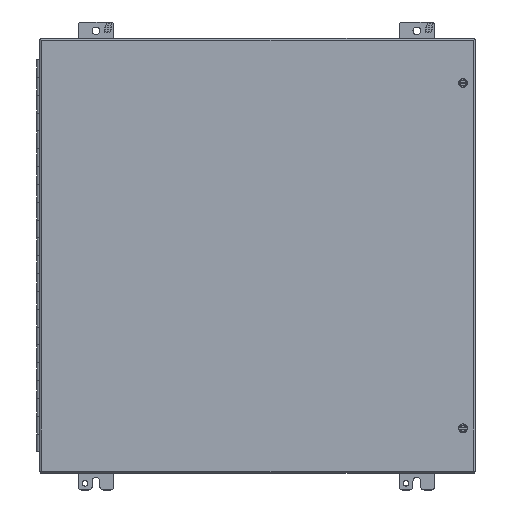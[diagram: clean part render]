
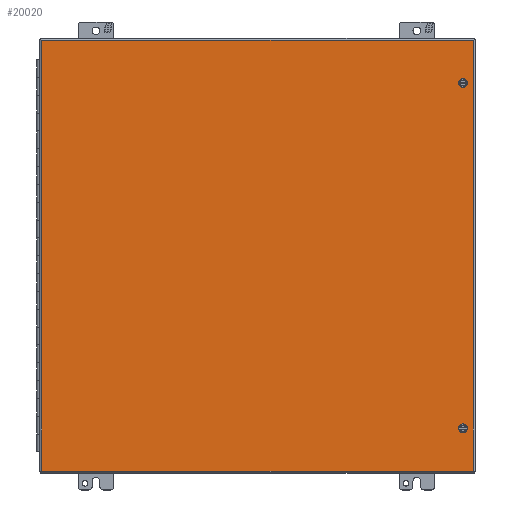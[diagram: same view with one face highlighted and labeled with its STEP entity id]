
A CAD part, top view. The second image highlights one B-rep face of the part: STEP entity #20020.
In plain terms, the highlighted planar face has unit normal (0, 0, 1).
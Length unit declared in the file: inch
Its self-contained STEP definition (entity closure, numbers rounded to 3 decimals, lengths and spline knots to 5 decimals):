
#145 = ORIENTED_EDGE ( 'NONE', *, *, #10662, .T. ) ;
#396 = CARTESIAN_POINT ( 'NONE',  ( 11.58998, -9.6865, 9.172 ) ) ;
#543 = VECTOR ( 'NONE', #21815, 39.37008 ) ;
#1082 = CARTESIAN_POINT ( 'NONE',  ( -12.05202, -12.0795, 9.172 ) ) ;
#1286 = CARTESIAN_POINT ( 'NONE',  ( 12.16998, -12.0795, 9.172 ) ) ;
#1634 = CARTESIAN_POINT ( 'NONE',  ( 11.58998, -9.6865, 9.172 ) ) ;
#1966 = VERTEX_POINT ( 'NONE', #2039 ) ;
#2039 = CARTESIAN_POINT ( 'NONE',  ( 12.16998, 12.0795, 9.172 ) ) ;
#2170 = CIRCLE ( 'NONE', #13586, 0.133 ) ;
#2823 = ORIENTED_EDGE ( 'NONE', *, *, #22010, .T. ) ;
#3090 = ORIENTED_EDGE ( 'NONE', *, *, #12537, .T. ) ;
#3223 = DIRECTION ( 'NONE',  ( 0., -1., 0. ) ) ;
#3247 = CIRCLE ( 'NONE', #13086, 0.133 ) ;
#3583 = LINE ( 'NONE', #20353, #16568 ) ;
#3779 = DIRECTION ( 'NONE',  ( 0., 0., -1. ) ) ;
#4613 = DIRECTION ( 'NONE',  ( 0., -1., 0. ) ) ;
#4945 = CARTESIAN_POINT ( 'NONE',  ( 11.58998, -9.5535, 9.172 ) ) ;
#5026 = EDGE_LOOP ( 'NONE', ( #2823, #12381 ) ) ;
#5378 = DIRECTION ( 'NONE',  ( 0., 0., 1. ) ) ;
#5425 = FACE_OUTER_BOUND ( 'NONE', #23644, .T. ) ;
#5615 = ORIENTED_EDGE ( 'NONE', *, *, #28982, .T. ) ;
#5645 = LINE ( 'NONE', #17949, #21468 ) ;
#5885 = CARTESIAN_POINT ( 'NONE',  ( -12.05202, -12.0795, 9.172 ) ) ;
#6326 = CARTESIAN_POINT ( 'NONE',  ( -12.05202, -12.0795, 9.172 ) ) ;
#6561 = EDGE_LOOP ( 'NONE', ( #24027, #3090 ) ) ;
#7021 = DIRECTION ( 'NONE',  ( 0., -1., 0. ) ) ;
#7674 = AXIS2_PLACEMENT_3D ( 'NONE', #8699, #12918, #28634 ) ;
#8699 = CARTESIAN_POINT ( 'NONE',  ( 11.58998, 9.6865, 9.172 ) ) ;
#9898 = VERTEX_POINT ( 'NONE', #27832 ) ;
#10022 = CIRCLE ( 'NONE', #7674, 0.133 ) ;
#10662 = EDGE_CURVE ( 'NONE', #25791, #1966, #13968, .T. ) ;
#11355 = CIRCLE ( 'NONE', #13978, 0.133 ) ;
#11356 = VERTEX_POINT ( 'NONE', #17903 ) ;
#11498 = VERTEX_POINT ( 'NONE', #4945 ) ;
#11533 = ORIENTED_EDGE ( 'NONE', *, *, #13338, .T. ) ;
#12381 = ORIENTED_EDGE ( 'NONE', *, *, #20196, .T. ) ;
#12411 = CARTESIAN_POINT ( 'NONE',  ( 12.16998, -12.0795, 9.172 ) ) ;
#12537 = EDGE_CURVE ( 'NONE', #26564, #9898, #10022, .T. ) ;
#12918 = DIRECTION ( 'NONE',  ( 0., 0., -1. ) ) ;
#13086 = AXIS2_PLACEMENT_3D ( 'NONE', #1634, #3779, #24075 ) ;
#13200 = CARTESIAN_POINT ( 'NONE',  ( 11.58998, 9.8195, 9.172 ) ) ;
#13338 = EDGE_CURVE ( 'NONE', #23929, #25791, #24396, .T. ) ;
#13586 = AXIS2_PLACEMENT_3D ( 'NONE', #23051, #18356, #16265 ) ;
#13588 = VERTEX_POINT ( 'NONE', #16273 ) ;
#13968 = LINE ( 'NONE', #12411, #29097 ) ;
#13978 = AXIS2_PLACEMENT_3D ( 'NONE', #396, #20304, #7021 ) ;
#14721 = EDGE_CURVE ( 'NONE', #1966, #13588, #3583, .T. ) ;
#15336 = EDGE_CURVE ( 'NONE', #9898, #26564, #2170, .T. ) ;
#15901 = DIRECTION ( 'NONE',  ( -1., 0., 0. ) ) ;
#16265 = DIRECTION ( 'NONE',  ( 0., -1., 0. ) ) ;
#16273 = CARTESIAN_POINT ( 'NONE',  ( -12.05202, 12.0795, 9.172 ) ) ;
#16568 = VECTOR ( 'NONE', #15901, 39.37008 ) ;
#16616 = ORIENTED_EDGE ( 'NONE', *, *, #14721, .T. ) ;
#17168 = AXIS2_PLACEMENT_3D ( 'NONE', #1082, #5378, #3223 ) ;
#17368 = FACE_BOUND ( 'NONE', #6561, .T. ) ;
#17903 = CARTESIAN_POINT ( 'NONE',  ( 11.58998, -9.8195, 9.172 ) ) ;
#17949 = CARTESIAN_POINT ( 'NONE',  ( -12.05202, -12.0795, 9.172 ) ) ;
#18356 = DIRECTION ( 'NONE',  ( 0., 0., -1. ) ) ;
#18825 = PLANE ( 'NONE',  #17168 ) ;
#20020 = ADVANCED_FACE ( 'NONE', ( #5425, #17368, #22294 ), #18825, .T. ) ;
#20196 = EDGE_CURVE ( 'NONE', #11498, #11356, #11355, .T. ) ;
#20304 = DIRECTION ( 'NONE',  ( 0., 0., -1. ) ) ;
#20353 = CARTESIAN_POINT ( 'NONE',  ( -12.05202, 12.0795, 9.172 ) ) ;
#21468 = VECTOR ( 'NONE', #4613, 39.37008 ) ;
#21815 = DIRECTION ( 'NONE',  ( 1., 0., 0. ) ) ;
#22010 = EDGE_CURVE ( 'NONE', #11356, #11498, #3247, .T. ) ;
#22294 = FACE_BOUND ( 'NONE', #5026, .T. ) ;
#23051 = CARTESIAN_POINT ( 'NONE',  ( 11.58998, 9.6865, 9.172 ) ) ;
#23644 = EDGE_LOOP ( 'NONE', ( #145, #16616, #5615, #11533 ) ) ;
#23929 = VERTEX_POINT ( 'NONE', #6326 ) ;
#24027 = ORIENTED_EDGE ( 'NONE', *, *, #15336, .T. ) ;
#24075 = DIRECTION ( 'NONE',  ( 0., -1., 0. ) ) ;
#24396 = LINE ( 'NONE', #5885, #543 ) ;
#25791 = VERTEX_POINT ( 'NONE', #1286 ) ;
#26564 = VERTEX_POINT ( 'NONE', #13200 ) ;
#27832 = CARTESIAN_POINT ( 'NONE',  ( 11.58998, 9.5535, 9.172 ) ) ;
#28111 = DIRECTION ( 'NONE',  ( 0., 1., 0. ) ) ;
#28634 = DIRECTION ( 'NONE',  ( 0., -1., 0. ) ) ;
#28982 = EDGE_CURVE ( 'NONE', #13588, #23929, #5645, .T. ) ;
#29097 = VECTOR ( 'NONE', #28111, 39.37008 ) ;
